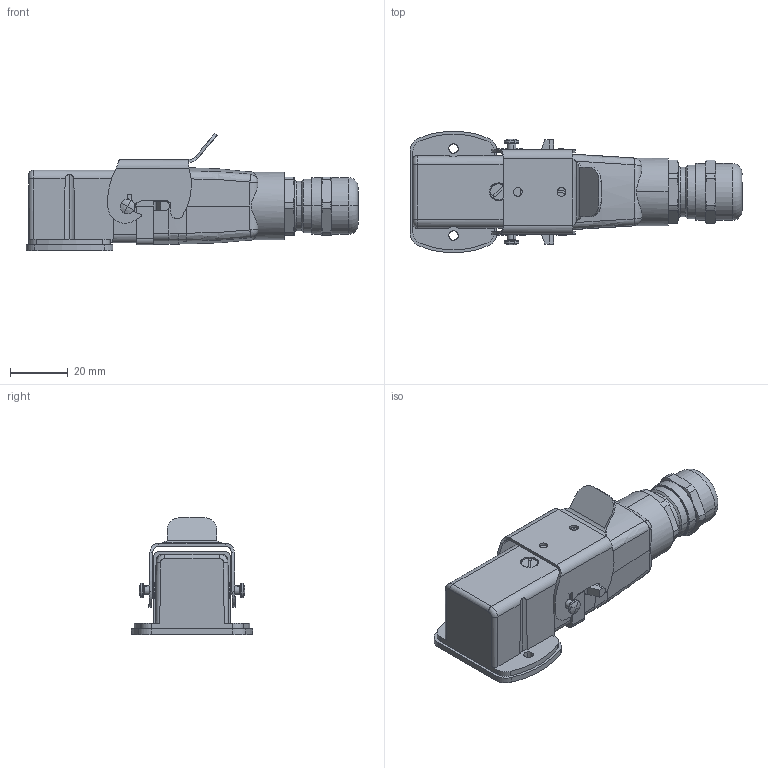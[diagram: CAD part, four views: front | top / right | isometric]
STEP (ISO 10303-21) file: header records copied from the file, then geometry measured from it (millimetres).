
FILE_DESCRIPTION(('CATIA V5 STEP Exchange','CAx-IF Rec.Pracs.--- Model Styling and Organization---1.5--- 2016-08-15','CAx-IF Rec.Pracs.---Supplemental Geometry---1.0---2011-11-01','CAx-IF Rec.Pracs.--- Composite Materials ---1.1---2010-07-15'),'2;1');
FILE_NAME ('019342-1_1', '2025-08-26T07:09:52+00:00', ('none'), ('Weidmueller'), 'CATIA Version 5-6 Release 2024 SP4', 'CATIA V5 STEP AP214 v3', 'none');
FILE_SCHEMA(('AUTOMOTIVE_DESIGN { 1 0 10303 214 1 1 1 1 }'));
Products named in the file (1): 1712580000
Bounding box: 114.5 x 41.81 x 40.44 mm (x, y, z)
Volume: 44980.3 mm3; surface area: 44036.6 mm2
Topology: 10 solids, 21 shells, 3018 faces, 8353 edges, 5232 vertices
Faces by surface type: plane 1596, cylinder 843, torus 297, cone 209, sphere 36, bspline 29, extrusion 6, revolution 2
Entity records: 96182 total; most frequent: CARTESIAN_POINT 24246, ORIENTED_EDGE 16614, DIRECTION 12029, EDGE_CURVE 8307, VERTEX_POINT 5232, VECTOR 5141, LINE 5135, AXIS2_PLACEMENT_3D 4562
